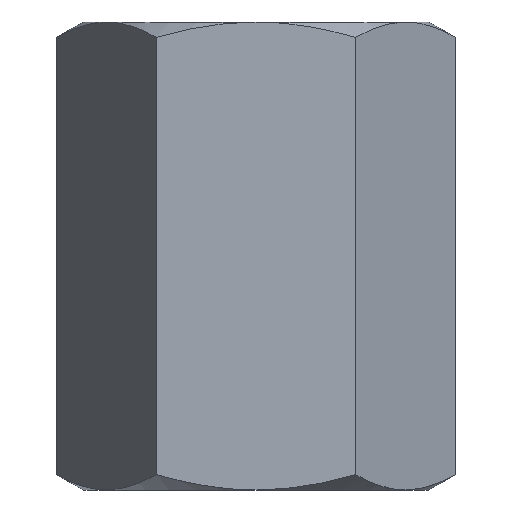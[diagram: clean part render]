
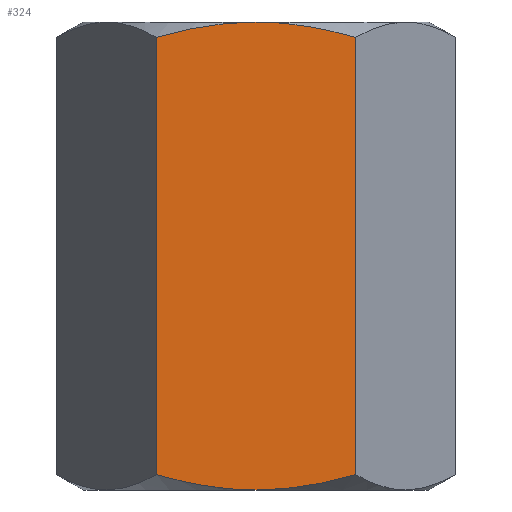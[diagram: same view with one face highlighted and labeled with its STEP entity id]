
A CAD part, left-side view. The second image highlights one B-rep face of the part: STEP entity #324.
In plain terms, the highlighted planar face has unit normal (-1, 0, 0).
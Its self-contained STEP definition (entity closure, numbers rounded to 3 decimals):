
#21=LINE('',#602,#27);
#22=LINE('',#603,#28);
#27=VECTOR('',#446,10.);
#28=VECTOR('',#447,10.);
#33=PLANE('',#379);
#53=FACE_OUTER_BOUND('',#76,.T.);
#76=EDGE_LOOP('',(#242,#243,#244,#245,#246,#247));
#116=(
BOUNDED_CURVE()
B_SPLINE_CURVE(2,(#525,#526,#527),.UNSPECIFIED.,.F.,.F.)
B_SPLINE_CURVE_WITH_KNOTS((3,3),(0.454,0.908),
 .UNSPECIFIED.)
CURVE()
GEOMETRIC_REPRESENTATION_ITEM()
RATIONAL_B_SPLINE_CURVE((1.,1.038,1.))
REPRESENTATION_ITEM('')
);
#119=(
BOUNDED_CURVE()
B_SPLINE_CURVE(2,(#538,#539,#540),.UNSPECIFIED.,.F.,.F.)
B_SPLINE_CURVE_WITH_KNOTS((3,3),(0.,0.454),.UNSPECIFIED.)
CURVE()
GEOMETRIC_REPRESENTATION_ITEM()
RATIONAL_B_SPLINE_CURVE((1.,1.038,1.))
REPRESENTATION_ITEM('')
);
#126=(
BOUNDED_CURVE()
B_SPLINE_CURVE(2,(#575,#576,#577),.UNSPECIFIED.,.F.,.F.)
B_SPLINE_CURVE_WITH_KNOTS((3,3),(0.,0.454),.UNSPECIFIED.)
CURVE()
GEOMETRIC_REPRESENTATION_ITEM()
RATIONAL_B_SPLINE_CURVE((1.,1.038,1.))
REPRESENTATION_ITEM('')
);
#131=(
BOUNDED_CURVE()
B_SPLINE_CURVE(2,(#597,#598,#599),.UNSPECIFIED.,.F.,.F.)
B_SPLINE_CURVE_WITH_KNOTS((3,3),(0.454,0.908),
 .UNSPECIFIED.)
CURVE()
GEOMETRIC_REPRESENTATION_ITEM()
RATIONAL_B_SPLINE_CURVE((1.,1.038,1.))
REPRESENTATION_ITEM('')
);
#141=VERTEX_POINT('',#523);
#142=VERTEX_POINT('',#524);
#143=VERTEX_POINT('',#533);
#151=VERTEX_POINT('',#573);
#152=VERTEX_POINT('',#574);
#155=VERTEX_POINT('',#593);
#172=EDGE_CURVE('',#141,#142,#116,.T.);
#177=EDGE_CURVE('',#143,#141,#119,.T.);
#187=EDGE_CURVE('',#151,#152,#126,.T.);
#194=EDGE_CURVE('',#152,#155,#131,.T.);
#196=EDGE_CURVE('',#151,#142,#21,.T.);
#197=EDGE_CURVE('',#155,#143,#22,.T.);
#242=ORIENTED_EDGE('',*,*,#177,.T.);
#243=ORIENTED_EDGE('',*,*,#172,.T.);
#244=ORIENTED_EDGE('',*,*,#196,.F.);
#245=ORIENTED_EDGE('',*,*,#187,.T.);
#246=ORIENTED_EDGE('',*,*,#194,.T.);
#247=ORIENTED_EDGE('',*,*,#197,.T.);
#324=ADVANCED_FACE('',(#53),#33,.T.);
#379=AXIS2_PLACEMENT_3D('',#601,#444,#445);
#444=DIRECTION('center_axis',(-1.,0.,0.));
#445=DIRECTION('ref_axis',(0.,-1.,0.));
#446=DIRECTION('',(0.,0.,-1.));
#447=DIRECTION('',(0.,0.,-1.));
#523=CARTESIAN_POINT('',(-7.75,0.,-10.5));
#524=CARTESIAN_POINT('',(-7.75,-4.474,-9.808));
#525=CARTESIAN_POINT('Ctrl Pts',(-7.75,0.,-10.5));
#526=CARTESIAN_POINT('Ctrl Pts',(-7.75,-2.077,-10.5));
#527=CARTESIAN_POINT('Ctrl Pts',(-7.75,-4.474,-9.808));
#533=CARTESIAN_POINT('',(-7.75,4.474,-9.808));
#538=CARTESIAN_POINT('Ctrl Pts',(-7.75,4.474,-9.808));
#539=CARTESIAN_POINT('Ctrl Pts',(-7.75,2.077,-10.5));
#540=CARTESIAN_POINT('Ctrl Pts',(-7.75,0.,-10.5));
#573=CARTESIAN_POINT('',(-7.75,-4.474,9.808));
#574=CARTESIAN_POINT('',(-7.75,0.,10.5));
#575=CARTESIAN_POINT('Ctrl Pts',(-7.75,-4.474,9.808));
#576=CARTESIAN_POINT('Ctrl Pts',(-7.75,-2.077,10.5));
#577=CARTESIAN_POINT('Ctrl Pts',(-7.75,0.,10.5));
#593=CARTESIAN_POINT('',(-7.75,4.474,9.808));
#597=CARTESIAN_POINT('Ctrl Pts',(-7.75,0.,10.5));
#598=CARTESIAN_POINT('Ctrl Pts',(-7.75,2.077,10.5));
#599=CARTESIAN_POINT('Ctrl Pts',(-7.75,4.474,9.808));
#601=CARTESIAN_POINT('Origin',(-7.75,4.474,0.));
#602=CARTESIAN_POINT('',(-7.75,-4.474,0.));
#603=CARTESIAN_POINT('',(-7.75,4.474,0.));
